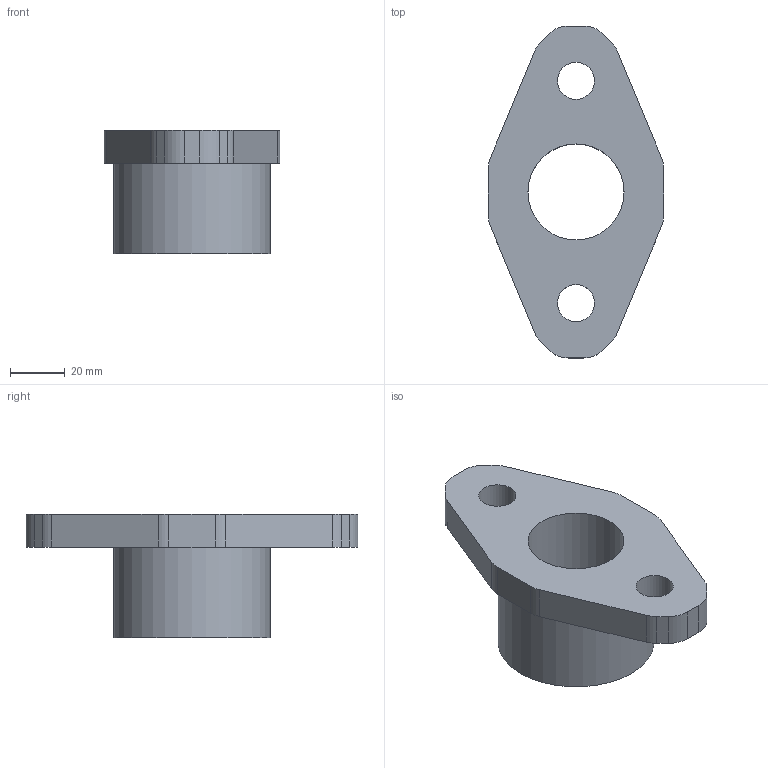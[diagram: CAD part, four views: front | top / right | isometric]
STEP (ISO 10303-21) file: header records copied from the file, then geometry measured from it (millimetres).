
FILE_DESCRIPTION(/* description */ ('Unknown'),/* implementation_level */ '2;1');
FILE_NAME(/* name */ 'presse etoupe directrice',/* time_stamp */ '2023-01-24T00:33:48+01:00',/* author */ ('Unknown'),/* organization */ ('Unknown'),/* preprocessor_version */ 'ST-DEVELOPER v18.102',/* originating_system */ 'Solid Edge',/* authorisation */ 'Unknown');
FILE_SCHEMA (('AUTOMOTIVE_DESIGN {1 0 10303 214 3 1 1}'));
Length unit declared in the file: millimetre
Products named in the file (1): presse etoupe directrice
Bounding box: 64 x 121 x 45 mm (x, y, z)
Volume: 104671.2 mm3; surface area: 24106.2 mm2
Topology: 1 solids, 1 shells, 31 faces, 87 edges, 59 vertices
Faces by surface type: cylinder 16, plane 15
Full cylindrical faces by diameter (mm): 13.5 x2, 35 x1, 57 x1
Entity records: 1012 total; most frequent: DIRECTION 176, CARTESIAN_POINT 168, ORIENTED_EDGE 160, EDGE_CURVE 80, AXIS2_PLACEMENT_3D 64, VERTEX_POINT 56, LINE 48, VECTOR 48
